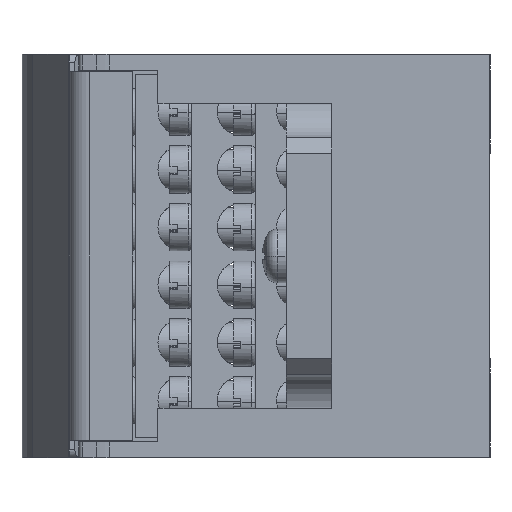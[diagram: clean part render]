
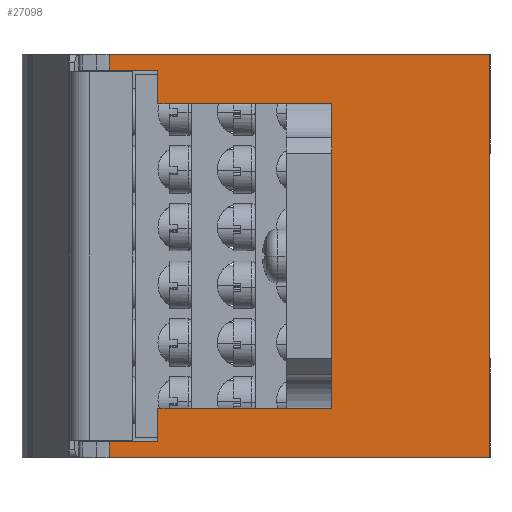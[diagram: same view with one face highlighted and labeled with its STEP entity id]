
A CAD part, left-side view. The second image highlights one B-rep face of the part: STEP entity #27098.
In plain terms, the highlighted planar face has unit normal (-1, 0, 0).
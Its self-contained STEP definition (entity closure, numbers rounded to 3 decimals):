
#1442=DIRECTION('',(0.,0.,-1.));
#1443=VECTOR('',#1442,4.25);
#1444=CARTESIAN_POINT('',(-21.,20.,-15.));
#1445=LINE('',#1444,#1443);
#1458=DIRECTION('',(0.,0.,-1.));
#1459=VECTOR('',#1458,4.25);
#1460=CARTESIAN_POINT('',(-21.,20.,19.25));
#1461=LINE('',#1460,#1459);
#7518=DIRECTION('',(0.,0.,1.));
#7519=VECTOR('',#7518,30.);
#7520=CARTESIAN_POINT('',(-21.,20.,-15.));
#7521=LINE('',#7520,#7519);
#7522=DIRECTION('',(0.,1.,0.));
#7523=VECTOR('',#7522,6.172);
#7524=CARTESIAN_POINT('',(-21.,42.,23.5));
#7525=LINE('',#7524,#7523);
#7526=DIRECTION('',(0.,-1.,0.));
#7527=VECTOR('',#7526,48.172);
#7528=CARTESIAN_POINT('',(-21.,48.172,25.5));
#7529=LINE('',#7528,#7527);
#7530=DIRECTION('',(0.,0.,-1.));
#7531=VECTOR('',#7530,51.);
#7532=CARTESIAN_POINT('',(-21.,0.,25.5));
#7533=LINE('',#7532,#7531);
#7534=DIRECTION('',(0.,1.,0.));
#7535=VECTOR('',#7534,48.172);
#7536=CARTESIAN_POINT('',(-21.,0.,-25.5));
#7537=LINE('',#7536,#7535);
#7542=DIRECTION('',(0.,-1.,0.));
#7543=VECTOR('',#7542,22.);
#7544=CARTESIAN_POINT('',(-21.,42.,19.25));
#7545=LINE('',#7544,#7543);
#7554=DIRECTION('',(0.,0.,-1.));
#7555=VECTOR('',#7554,4.25);
#7556=CARTESIAN_POINT('',(-21.,42.,23.5));
#7557=LINE('',#7556,#7555);
#8583=DIRECTION('',(0.,1.,0.));
#8584=VECTOR('',#8583,6.172);
#8585=CARTESIAN_POINT('',(-21.,42.,-23.5));
#8586=LINE('',#8585,#8584);
#9227=DIRECTION('',(0.,0.,-1.));
#9228=VECTOR('',#9227,2.);
#9229=CARTESIAN_POINT('',(-21.,48.172,-23.5));
#9230=LINE('',#9229,#9228);
#10192=DIRECTION('',(0.,0.,-1.));
#10193=VECTOR('',#10192,4.25);
#10194=CARTESIAN_POINT('',(-21.,42.,-19.25));
#10195=LINE('',#10194,#10193);
#10216=DIRECTION('',(0.,1.,0.));
#10217=VECTOR('',#10216,22.);
#10218=CARTESIAN_POINT('',(-21.,20.,-19.25));
#10219=LINE('',#10218,#10217);
#10304=DIRECTION('',(0.,0.,-1.));
#10305=VECTOR('',#10304,2.);
#10306=CARTESIAN_POINT('',(-21.,48.172,25.5));
#10307=LINE('',#10306,#10305);
#15340=CARTESIAN_POINT('',(-21.,48.172,-25.5));
#15341=VERTEX_POINT('',#15340);
#15342=CARTESIAN_POINT('',(-21.,0.,-25.5));
#15343=VERTEX_POINT('',#15342);
#15594=CARTESIAN_POINT('',(-21.,48.172,23.5));
#15595=VERTEX_POINT('',#15594);
#15597=CARTESIAN_POINT('',(-21.,42.,23.5));
#15599=VERTEX_POINT('',#15597);
#15642=CARTESIAN_POINT('',(-21.,0.,25.5));
#15643=VERTEX_POINT('',#15642);
#15644=CARTESIAN_POINT('',(-21.,48.172,25.5));
#15645=VERTEX_POINT('',#15644);
#15800=CARTESIAN_POINT('',(-21.,48.172,-23.5));
#15801=VERTEX_POINT('',#15800);
#15802=CARTESIAN_POINT('',(-21.,42.,-23.5));
#15803=VERTEX_POINT('',#15802);
#15804=CARTESIAN_POINT('',(-21.,42.,-19.25));
#15805=VERTEX_POINT('',#15804);
#15806=CARTESIAN_POINT('',(-21.,20.,-19.25));
#15807=VERTEX_POINT('',#15806);
#15808=CARTESIAN_POINT('',(-21.,42.,19.25));
#15809=CARTESIAN_POINT('',(-21.,20.,19.25));
#15810=VERTEX_POINT('',#15808);
#15811=VERTEX_POINT('',#15809);
#18368=CARTESIAN_POINT('',(-21.,20.,-15.));
#18369=CARTESIAN_POINT('',(-21.,20.,15.));
#18370=VERTEX_POINT('',#18368);
#18371=VERTEX_POINT('',#18369);
#27066=CARTESIAN_POINT('',(-21.,24.086,0.));
#27067=DIRECTION('',(1.,0.,0.));
#27068=DIRECTION('',(0.,-1.,0.));
#27069=AXIS2_PLACEMENT_3D('',#27066,#27067,#27068);
#27070=PLANE('',#27069);
#27071=ORIENTED_EDGE('',*,*,#26999,.T.);
#27072=ORIENTED_EDGE('',*,*,#20359,.F.);
#27074=ORIENTED_EDGE('',*,*,#27073,.F.);
#27076=ORIENTED_EDGE('',*,*,#27075,.F.);
#27078=ORIENTED_EDGE('',*,*,#27077,.T.);
#27080=ORIENTED_EDGE('',*,*,#27079,.F.);
#27082=ORIENTED_EDGE('',*,*,#27081,.T.);
#27084=ORIENTED_EDGE('',*,*,#27083,.T.);
#27086=ORIENTED_EDGE('',*,*,#27085,.T.);
#27088=ORIENTED_EDGE('',*,*,#27087,.F.);
#27090=ORIENTED_EDGE('',*,*,#27089,.F.);
#27092=ORIENTED_EDGE('',*,*,#27091,.F.);
#27094=ORIENTED_EDGE('',*,*,#27093,.F.);
#27095=ORIENTED_EDGE('',*,*,#20343,.F.);
#27096=EDGE_LOOP('',(#27071,#27072,#27074,#27076,#27078,#27080,#27082,#27084,
#27086,#27088,#27090,#27092,#27094,#27095));
#27097=FACE_OUTER_BOUND('',#27096,.F.);
#20343=EDGE_CURVE('',#18370,#15807,#1445,.T.);
#20359=EDGE_CURVE('',#15811,#18371,#1461,.T.);
#26999=EDGE_CURVE('',#18370,#18371,#7521,.T.);
#27073=EDGE_CURVE('',#15810,#15811,#7545,.T.);
#27075=EDGE_CURVE('',#15599,#15810,#7557,.T.);
#27077=EDGE_CURVE('',#15599,#15595,#7525,.T.);
#27079=EDGE_CURVE('',#15645,#15595,#10307,.T.);
#27081=EDGE_CURVE('',#15645,#15643,#7529,.T.);
#27083=EDGE_CURVE('',#15643,#15343,#7533,.T.);
#27085=EDGE_CURVE('',#15343,#15341,#7537,.T.);
#27087=EDGE_CURVE('',#15801,#15341,#9230,.T.);
#27089=EDGE_CURVE('',#15803,#15801,#8586,.T.);
#27091=EDGE_CURVE('',#15805,#15803,#10195,.T.);
#27093=EDGE_CURVE('',#15807,#15805,#10219,.T.);
#27098=ADVANCED_FACE('',(#27097),#27070,.F.);
